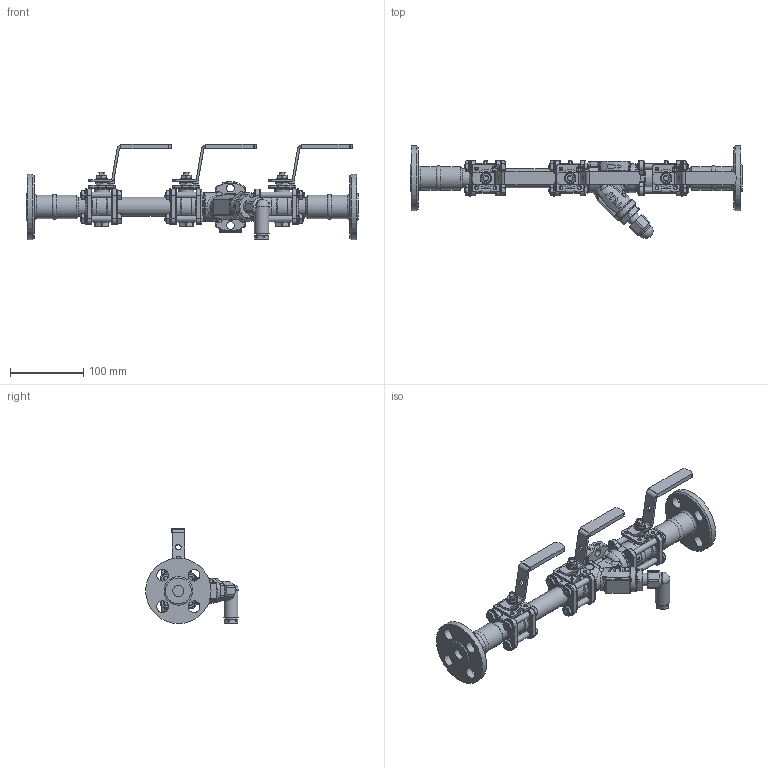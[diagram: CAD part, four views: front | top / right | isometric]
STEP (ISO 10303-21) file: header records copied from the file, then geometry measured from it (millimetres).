
FILE_DESCRIPTION(/* description */ (''),/* implementation_level */ '2;1');
FILE_NAME(/* name */ 'qs18d-015-a0150-01.stp',/* time_stamp */ '2025-04-18T11:20:00+09:00',/* author */ ('asada'),/* organization */ (''),/* preprocessor_version */ 'ST-DEVELOPER v20',/* originating_system */ 'Autodesk Inventor 2022',/* authorisation */ '');
FILE_SCHEMA (('AUTOMOTIVE_DESIGN { 1 0 10303 214 3 1 1 }'));
Products named in the file (1): 15A-ASME-150-QS18-D_BD2N_SYM
Bounding box: 452 x 126.23 x 129.5 mm (x, y, z)
Volume: 709318.6 mm3; surface area: 173587.2 mm2
Topology: 1 solids, 10 shells, 2343 faces, 5816 edges, 3532 vertices
Faces by surface type: plane 840, cylinder 667, cone 352, bspline 275, torus 174, sphere 35
Full cylindrical faces by diameter (mm): 5 x12, 7 x1, 7.5 x3, 8 x32, 8.4 x15, 8.5 x3, 8.7 x19, 9 x3, 9.3 x3, 10 x1, 10.2 x3, 10.5 x2, 11.63 x4, 14.5 x3, 14.9 x3, 15 x3, 15.5 x3, 16 x13, 17 x12, 17.5 x3, 20 x1, 22 x3, 24 x1, 24.2 x1, 24.5 x3, 25 x1, 26 x3, 29 x1, 32 x4, 34 x1
Entity records: 83311 total; most frequent: CARTESIAN_POINT 30097, ORIENTED_EDGE 11464, DIRECTION 10477, EDGE_CURVE 5732, AXIS2_PLACEMENT_3D 4330, VERTEX_POINT 3532, EDGE_LOOP 2566, FACE_OUTER_BOUND 2343
